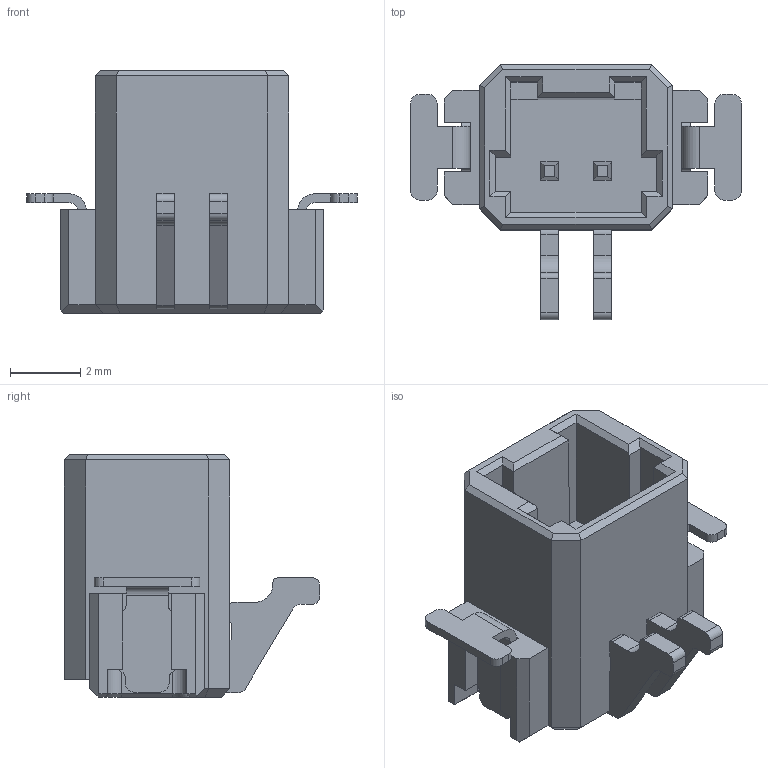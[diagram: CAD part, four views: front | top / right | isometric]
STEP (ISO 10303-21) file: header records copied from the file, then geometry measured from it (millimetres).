
FILE_DESCRIPTION((''),'2;1');
FILE_NAME('L044AFV-02','2025-02-28T10:15:30',('Administrator'),(''),'CREO PARAMETRIC BY PTC INC, 2021063','CREO PARAMETRIC BY PTC INC, 2021063','');
FILE_SCHEMA(('CONFIG_CONTROL_DESIGN'));
Length unit declared in the file: millimetre
Products named in the file (1): L044AFV-02
Bounding box: 9.4 x 7.25 x 6.9 mm (x, y, z)
Volume: 129 mm3; surface area: 332.6 mm2
Topology: 1 solids, 1 shells, 231 faces, 646 edges, 418 vertices
Faces by surface type: plane 183, cylinder 44, cone 4
Entity records: 7354 total; most frequent: CARTESIAN_POINT 1295, ORIENTED_EDGE 1292, DIRECTION 1200, EDGE_CURVE 646, VECTOR 554, LINE 554, VERTEX_POINT 418, AXIS2_PLACEMENT_3D 323
